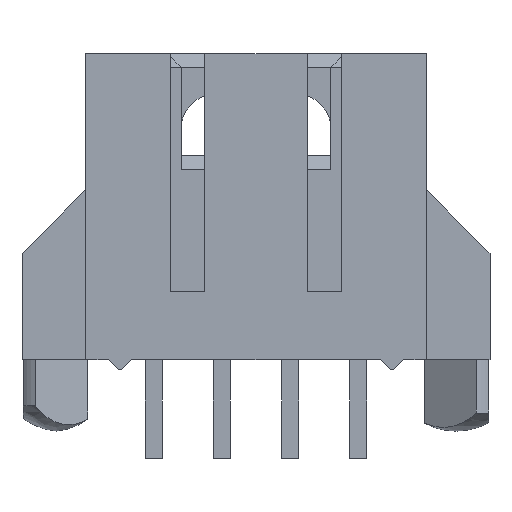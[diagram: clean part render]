
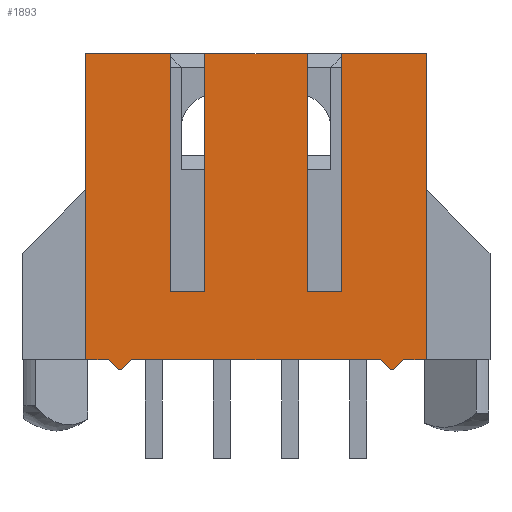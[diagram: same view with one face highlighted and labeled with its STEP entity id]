
A CAD part, front view. The second image highlights one B-rep face of the part: STEP entity #1893.
In plain terms, the highlighted planar face has unit normal (0, -1, 0).
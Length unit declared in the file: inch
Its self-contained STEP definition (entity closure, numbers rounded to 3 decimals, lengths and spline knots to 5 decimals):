
#5=DIRECTION('',(-1.,0.,0.));
#6=VECTOR('',#5,0.125);
#7=CARTESIAN_POINT('',(-0.125,-0.1,0.225));
#8=LINE('',#7,#6);
#37=DIRECTION('',(-1.,0.,0.));
#38=VECTOR('',#37,0.125);
#39=CARTESIAN_POINT('',(0.25,-0.1,0.225));
#40=LINE('',#39,#38);
#53=DIRECTION('',(-1.,0.,0.));
#54=VECTOR('',#53,0.15);
#55=CARTESIAN_POINT('',(0.075,-0.1,0.225));
#56=LINE('',#55,#54);
#97=DIRECTION('',(-0.707,0.,-0.707));
#98=VECTOR('',#97,0.02121);
#99=CARTESIAN_POINT('',(0.2175,-0.1,-0.225));
#100=LINE('',#99,#98);
#101=DIRECTION('',(-1.,0.,0.));
#102=VECTOR('',#101,0.005);
#103=CARTESIAN_POINT('',(0.2025,-0.1,-0.24));
#104=LINE('',#103,#102);
#105=DIRECTION('',(-0.707,0.,0.707));
#106=VECTOR('',#105,0.02121);
#107=CARTESIAN_POINT('',(0.1975,-0.1,-0.24));
#108=LINE('',#107,#106);
#109=DIRECTION('',(-0.707,0.,-0.707));
#110=VECTOR('',#109,0.02121);
#111=CARTESIAN_POINT('',(-0.1825,-0.1,-0.225));
#112=LINE('',#111,#110);
#113=DIRECTION('',(-1.,0.,0.));
#114=VECTOR('',#113,0.005);
#115=CARTESIAN_POINT('',(-0.1975,-0.1,-0.24));
#116=LINE('',#115,#114);
#117=DIRECTION('',(-0.707,0.,0.707));
#118=VECTOR('',#117,0.02121);
#119=CARTESIAN_POINT('',(-0.2025,-0.1,-0.24));
#120=LINE('',#119,#118);
#121=DIRECTION('',(0.,0.,-1.));
#122=VECTOR('',#121,0.35);
#123=CARTESIAN_POINT('',(-0.125,-0.1,0.225));
#124=LINE('',#123,#122);
#125=DIRECTION('',(1.,0.,0.));
#126=VECTOR('',#125,0.05);
#127=CARTESIAN_POINT('',(-0.125,-0.1,-0.125));
#128=LINE('',#127,#126);
#129=DIRECTION('',(0.,0.,-1.));
#130=VECTOR('',#129,0.35);
#131=CARTESIAN_POINT('',(-0.075,-0.1,0.225));
#132=LINE('',#131,#130);
#133=DIRECTION('',(0.,0.,-1.));
#134=VECTOR('',#133,0.35);
#135=CARTESIAN_POINT('',(0.075,-0.1,0.225));
#136=LINE('',#135,#134);
#137=DIRECTION('',(1.,0.,0.));
#138=VECTOR('',#137,0.05);
#139=CARTESIAN_POINT('',(0.075,-0.1,-0.125));
#140=LINE('',#139,#138);
#141=DIRECTION('',(0.,0.,-1.));
#142=VECTOR('',#141,0.35);
#143=CARTESIAN_POINT('',(0.125,-0.1,0.225));
#144=LINE('',#143,#142);
#145=DIRECTION('',(0.,0.,-1.));
#146=VECTOR('',#145,0.45);
#147=CARTESIAN_POINT('',(0.25,-0.1,0.225));
#148=LINE('',#147,#146);
#269=DIRECTION('',(-1.,0.,0.));
#270=VECTOR('',#269,0.365);
#271=CARTESIAN_POINT('',(0.1825,-0.1,-0.225));
#272=LINE('',#271,#270);
#297=DIRECTION('',(-1.,0.,0.));
#298=VECTOR('',#297,0.0325);
#299=CARTESIAN_POINT('',(-0.2175,-0.1,-0.225));
#300=LINE('',#299,#298);
#305=DIRECTION('',(-1.,0.,0.));
#306=VECTOR('',#305,0.0325);
#307=CARTESIAN_POINT('',(0.25,-0.1,-0.225));
#308=LINE('',#307,#306);
#827=DIRECTION('',(0.,0.,-1.));
#828=VECTOR('',#827,0.45);
#829=CARTESIAN_POINT('',(-0.25,-0.1,0.225));
#830=LINE('',#829,#828);
#1305=CARTESIAN_POINT('',(0.25,-0.1,0.225));
#1307=VERTEX_POINT('',#1305);
#1308=CARTESIAN_POINT('',(-0.25,-0.1,0.225));
#1310=VERTEX_POINT('',#1308);
#1320=CARTESIAN_POINT('',(0.25,-0.1,-0.225));
#1321=VERTEX_POINT('',#1320);
#1322=CARTESIAN_POINT('',(-0.25,-0.1,-0.225));
#1323=VERTEX_POINT('',#1322);
#1336=CARTESIAN_POINT('',(-0.1825,-0.1,-0.225));
#1338=VERTEX_POINT('',#1336);
#1340=CARTESIAN_POINT('',(-0.2175,-0.1,-0.225));
#1342=VERTEX_POINT('',#1340);
#1344=CARTESIAN_POINT('',(0.2175,-0.1,-0.225));
#1346=VERTEX_POINT('',#1344);
#1348=CARTESIAN_POINT('',(0.1825,-0.1,-0.225));
#1350=VERTEX_POINT('',#1348);
#1352=CARTESIAN_POINT('',(-0.1975,-0.1,-0.24));
#1353=VERTEX_POINT('',#1352);
#1354=CARTESIAN_POINT('',(-0.2025,-0.1,-0.24));
#1355=VERTEX_POINT('',#1354);
#1356=CARTESIAN_POINT('',(0.2025,-0.1,-0.24));
#1357=VERTEX_POINT('',#1356);
#1358=CARTESIAN_POINT('',(0.1975,-0.1,-0.24));
#1359=VERTEX_POINT('',#1358);
#1430=CARTESIAN_POINT('',(-0.125,-0.1,0.225));
#1432=VERTEX_POINT('',#1430);
#1434=CARTESIAN_POINT('',(-0.075,-0.1,0.225));
#1436=VERTEX_POINT('',#1434);
#1438=CARTESIAN_POINT('',(0.075,-0.1,0.225));
#1440=VERTEX_POINT('',#1438);
#1442=CARTESIAN_POINT('',(0.125,-0.1,0.225));
#1444=VERTEX_POINT('',#1442);
#1446=CARTESIAN_POINT('',(-0.125,-0.1,-0.125));
#1447=CARTESIAN_POINT('',(-0.075,-0.1,-0.125));
#1448=VERTEX_POINT('',#1446);
#1449=VERTEX_POINT('',#1447);
#1450=CARTESIAN_POINT('',(0.075,-0.1,-0.125));
#1451=CARTESIAN_POINT('',(0.125,-0.1,-0.125));
#1452=VERTEX_POINT('',#1450);
#1453=VERTEX_POINT('',#1451);
#1851=CARTESIAN_POINT('',(0.25,-0.1,0.225));
#1852=DIRECTION('',(0.,-1.,0.));
#1853=DIRECTION('',(-1.,0.,0.));
#1854=AXIS2_PLACEMENT_3D('',#1851,#1852,#1853);
#1855=PLANE('',#1854);
#1857=ORIENTED_EDGE('',*,*,#1856,.T.);
#1859=ORIENTED_EDGE('',*,*,#1858,.T.);
#1861=ORIENTED_EDGE('',*,*,#1860,.T.);
#1863=ORIENTED_EDGE('',*,*,#1862,.T.);
#1865=ORIENTED_EDGE('',*,*,#1864,.T.);
#1867=ORIENTED_EDGE('',*,*,#1866,.T.);
#1869=ORIENTED_EDGE('',*,*,#1868,.T.);
#1871=ORIENTED_EDGE('',*,*,#1870,.T.);
#1873=ORIENTED_EDGE('',*,*,#1872,.T.);
#1875=ORIENTED_EDGE('',*,*,#1874,.F.);
#1876=ORIENTED_EDGE('',*,*,#1717,.F.);
#1877=ORIENTED_EDGE('',*,*,#1786,.T.);
#1879=ORIENTED_EDGE('',*,*,#1878,.T.);
#1880=ORIENTED_EDGE('',*,*,#1841,.F.);
#1881=ORIENTED_EDGE('',*,*,#1769,.F.);
#1883=ORIENTED_EDGE('',*,*,#1882,.T.);
#1885=ORIENTED_EDGE('',*,*,#1884,.T.);
#1887=ORIENTED_EDGE('',*,*,#1886,.F.);
#1888=ORIENTED_EDGE('',*,*,#1733,.F.);
#1890=ORIENTED_EDGE('',*,*,#1889,.T.);
#1891=EDGE_LOOP('',(#1857,#1859,#1861,#1863,#1865,#1867,#1869,#1871,#1873,#1875,
#1876,#1877,#1879,#1880,#1881,#1883,#1885,#1887,#1888,#1890));
#1892=FACE_OUTER_BOUND('',#1891,.F.);
#1893=ADVANCED_FACE('',(#1892),#1855,.T.);
#1717=EDGE_CURVE('',#1432,#1310,#8,.T.);
#1733=EDGE_CURVE('',#1307,#1444,#40,.T.);
#1769=EDGE_CURVE('',#1440,#1436,#56,.T.);
#1786=EDGE_CURVE('',#1432,#1448,#124,.T.);
#1841=EDGE_CURVE('',#1436,#1449,#132,.T.);
#1856=EDGE_CURVE('',#1321,#1346,#308,.T.);
#1858=EDGE_CURVE('',#1346,#1357,#100,.T.);
#1860=EDGE_CURVE('',#1357,#1359,#104,.T.);
#1862=EDGE_CURVE('',#1359,#1350,#108,.T.);
#1864=EDGE_CURVE('',#1350,#1338,#272,.T.);
#1866=EDGE_CURVE('',#1338,#1353,#112,.T.);
#1868=EDGE_CURVE('',#1353,#1355,#116,.T.);
#1870=EDGE_CURVE('',#1355,#1342,#120,.T.);
#1872=EDGE_CURVE('',#1342,#1323,#300,.T.);
#1874=EDGE_CURVE('',#1310,#1323,#830,.T.);
#1878=EDGE_CURVE('',#1448,#1449,#128,.T.);
#1882=EDGE_CURVE('',#1440,#1452,#136,.T.);
#1884=EDGE_CURVE('',#1452,#1453,#140,.T.);
#1886=EDGE_CURVE('',#1444,#1453,#144,.T.);
#1889=EDGE_CURVE('',#1307,#1321,#148,.T.);
